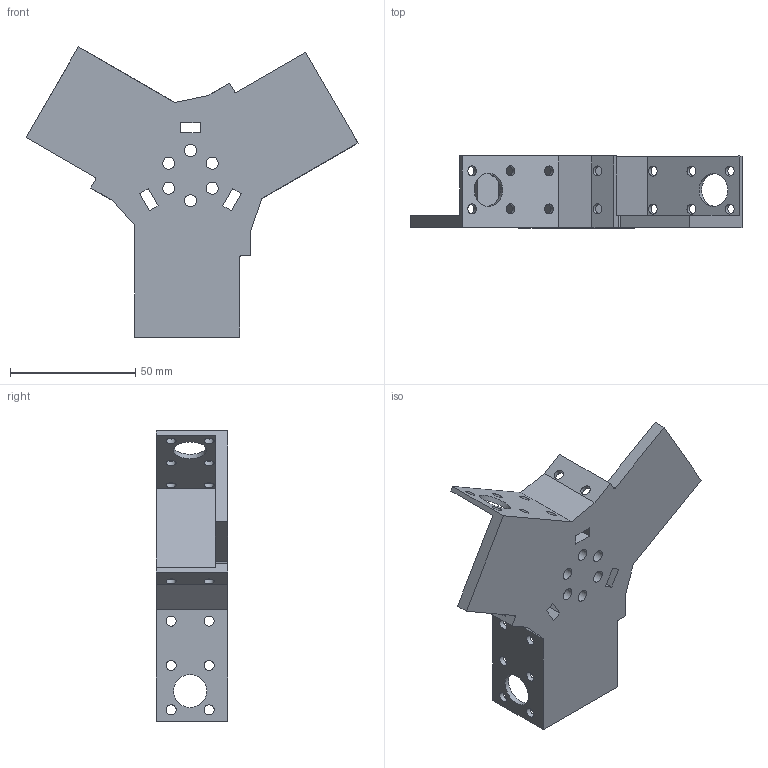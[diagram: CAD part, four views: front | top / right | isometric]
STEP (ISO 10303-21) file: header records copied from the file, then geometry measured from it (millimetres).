
FILE_DESCRIPTION(/* description */ (''),/* implementation_level */ '2;1');
FILE_NAME(/* name */ 'RoBoard_RS_1270_mount_5_ipt_42ec5df0.STEP',/* time_stamp */ '2017-02-10T12:02:20-05:00',/* author */ ('stevy'),/* organization */ (''),/* preprocessor_version */ 'ST-DEVELOPER v16.1',/* originating_system */ 'Autodesk Inventor 2016',/* authorisation */ '');
FILE_SCHEMA (('AUTOMOTIVE_DESIGN { 1 0 10303 214 3 1 1 }'));
Length unit declared in the file: millimetre
Products named in the file (1): RoBoard_RS_1270_mount_5
Bounding box: 132.44 x 28.65 x 115.78 mm (x, y, z)
Volume: 75269.4 mm3; surface area: 32151.7 mm2
Topology: 1 solids, 1 shells, 84 faces, 246 edges, 162 vertices
Faces by surface type: plane 48, cylinder 36
Full cylindrical faces by diameter (mm): 4 x24, 4.826 x6, 13.2 x3
Entity records: 2797 total; most frequent: CARTESIAN_POINT 460, DIRECTION 455, ORIENTED_EDGE 426, EDGE_CURVE 213, EDGE_LOOP 187, VERTEX_POINT 162, AXIS2_PLACEMENT_3D 157, LINE 141
